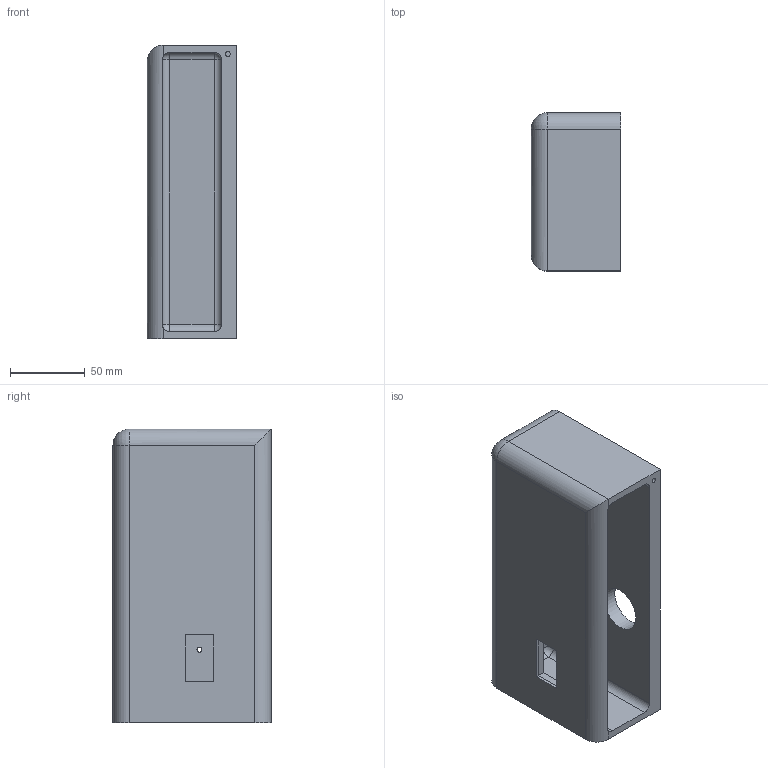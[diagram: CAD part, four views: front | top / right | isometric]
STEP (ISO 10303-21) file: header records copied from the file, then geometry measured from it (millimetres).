
FILE_DESCRIPTION(/* description */ ('STEP AP242','CAx-IF Rec.Pracs.---Representation and Presentation of Product Manufacturing Information (PMI)---4.0---2014-10-13','CAx-IF Rec.Pracs.---3D Tessellated Geometry---0.4---2014-09-14','2;1'),/* implementation_level */ '2;1');
FILE_NAME(/* name */ '688db89506bd21477ee7a228',/* time_stamp */ '2025-08-02T07:04:54Z',/* author */ (''),/* organization */ (''),/* preprocessor_version */ 'ST-DEVELOPER v20',/* originating_system */ 'ONSHAPE BY PTC INC, 1.201',/* authorisation */ ' ');
FILE_SCHEMA (('AP242_MANAGED_MODEL_BASED_3D_ENGINEERING_MIM_LF { 1 0 10303 442 1 1 4 }'));
Length unit declared in the file: metre
Products named in the file (1): Vertical Right Up
Bounding box: 60 x 106 x 197 mm (x, y, z)
Volume: 466829.1 mm3; surface area: 117272.3 mm2
Topology: 1 solids, 1 shells, 54 faces, 139 edges, 83 vertices
Faces by surface type: plane 27, cylinder 20, sphere 6, torus 1
Full cylindrical faces by diameter (mm): 3.3 x4, 30 x1
Entity records: 1575 total; most frequent: DIRECTION 275, CARTESIAN_POINT 266, ORIENTED_EDGE 250, EDGE_CURVE 125, AXIS2_PLACEMENT_3D 97, LINE 81, VECTOR 81, VERTEX_POINT 80
